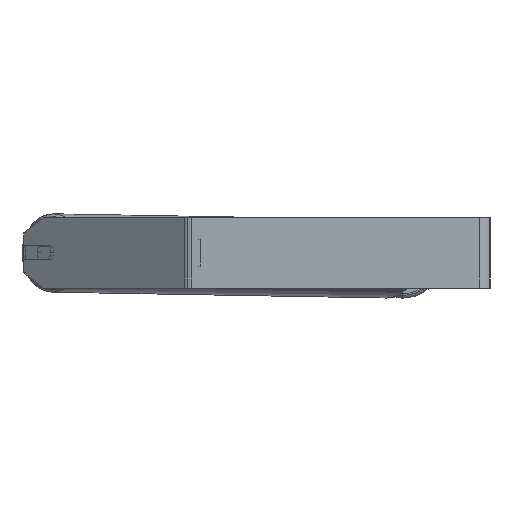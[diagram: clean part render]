
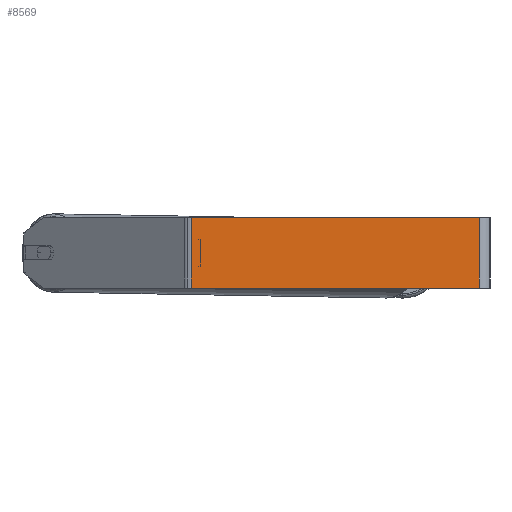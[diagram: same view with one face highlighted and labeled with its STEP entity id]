
A CAD part, left-side view. The second image highlights one B-rep face of the part: STEP entity #8569.
In plain terms, the highlighted planar face has unit normal (-1, 0, 0).
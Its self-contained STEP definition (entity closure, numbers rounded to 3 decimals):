
#74 = PLANE ( 'NONE',  #7401 ) ;
#112 = VERTEX_POINT ( 'NONE', #5483 ) ;
#285 = VERTEX_POINT ( 'NONE', #5215 ) ;
#733 = FACE_OUTER_BOUND ( 'NONE', #7725, .T. ) ;
#840 = LINE ( 'NONE', #7548, #5440 ) ;
#848 = CARTESIAN_POINT ( 'NONE',  ( -945., 343.573, 40. ) ) ;
#859 = DIRECTION ( 'NONE',  ( 0., 0., -1. ) ) ;
#927 = VECTOR ( 'NONE', #3516, 1000. ) ;
#1923 = EDGE_CURVE ( 'NONE', #4894, #112, #840, .T. ) ;
#2255 = EDGE_CURVE ( 'NONE', #285, #4902, #6881, .T. ) ;
#2423 = LINE ( 'NONE', #7275, #4662 ) ;
#2889 = DIRECTION ( 'NONE',  ( 0., -1., 0. ) ) ;
#2959 = VECTOR ( 'NONE', #6730, 1000. ) ;
#3076 = CARTESIAN_POINT ( 'NONE',  ( -945., 12., 40. ) ) ;
#3516 = DIRECTION ( 'NONE',  ( 0., -1., 0. ) ) ;
#4187 = CARTESIAN_POINT ( 'NONE',  ( -945., 343.573, 40. ) ) ;
#4662 = VECTOR ( 'NONE', #5174, 1000. ) ;
#4894 = VERTEX_POINT ( 'NONE', #6473 ) ;
#4902 = VERTEX_POINT ( 'NONE', #3076 ) ;
#5174 = DIRECTION ( 'NONE',  ( 0., 0., -1. ) ) ;
#5215 = CARTESIAN_POINT ( 'NONE',  ( -945., 339.206, 40. ) ) ;
#5440 = VECTOR ( 'NONE', #2889, 1000. ) ;
#5483 = CARTESIAN_POINT ( 'NONE',  ( -945., 12., -40. ) ) ;
#5492 = EDGE_CURVE ( 'NONE', #4902, #112, #2423, .T. ) ;
#6046 = ORIENTED_EDGE ( 'NONE', *, *, #6355, .T. ) ;
#6355 = EDGE_CURVE ( 'NONE', #285, #4894, #6637, .T. ) ;
#6473 = CARTESIAN_POINT ( 'NONE',  ( -945., 339.206, -40. ) ) ;
#6637 = LINE ( 'NONE', #8757, #2959 ) ;
#6730 = DIRECTION ( 'NONE',  ( 0., 0., -1. ) ) ;
#6881 = LINE ( 'NONE', #848, #927 ) ;
#6892 = DIRECTION ( 'NONE',  ( 1., 0., 0. ) ) ;
#7017 = ORIENTED_EDGE ( 'NONE', *, *, #2255, .F. ) ;
#7275 = CARTESIAN_POINT ( 'NONE',  ( -945., 12., 40. ) ) ;
#7401 = AXIS2_PLACEMENT_3D ( 'NONE', #4187, #6892, #859 ) ;
#7548 = CARTESIAN_POINT ( 'NONE',  ( -945., 343.573, -40. ) ) ;
#7690 = ORIENTED_EDGE ( 'NONE', *, *, #1923, .T. ) ;
#7725 = EDGE_LOOP ( 'NONE', ( #7690, #8099, #7017, #6046 ) ) ;
#8099 = ORIENTED_EDGE ( 'NONE', *, *, #5492, .F. ) ;
#8569 = ADVANCED_FACE ( 'NONE', ( #733 ), #74, .F. ) ;
#8757 = CARTESIAN_POINT ( 'NONE',  ( -945., 339.206, 40. ) ) ;
